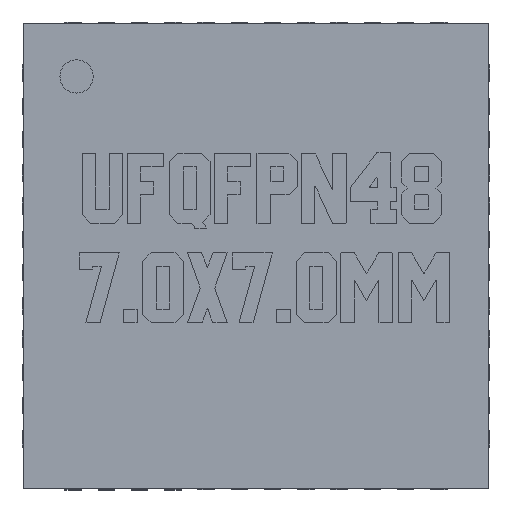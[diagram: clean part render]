
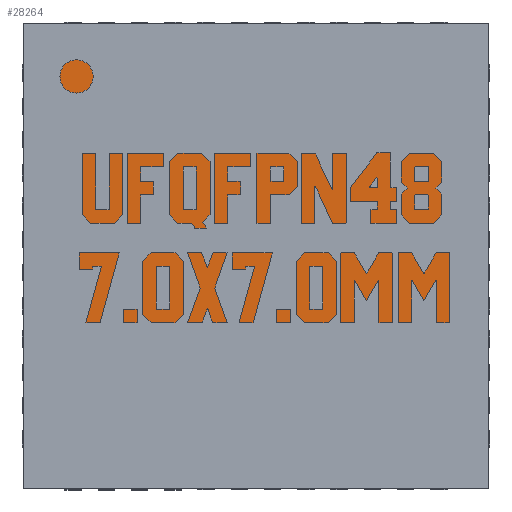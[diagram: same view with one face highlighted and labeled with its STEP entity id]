
A CAD part, top view. The second image highlights one B-rep face of the part: STEP entity #28264.
In plain terms, the highlighted planar face has unit normal (0, 0, 1).
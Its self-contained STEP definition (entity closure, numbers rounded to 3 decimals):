
#27950 = VERTEX_POINT('',#27951);
#27951 = CARTESIAN_POINT('',(-3.4,3.4,0.54));
#27958 = PLANE('',#27959);
#27959 = AXIS2_PLACEMENT_3D('',#27960,#27961,#27962);
#27960 = CARTESIAN_POINT('',(-3.4,3.4,0.5));
#27961 = DIRECTION('',(0.,1.,0.));
#27962 = DIRECTION('',(1.,0.,0.));
#27970 = PLANE('',#27971);
#27971 = AXIS2_PLACEMENT_3D('',#27972,#27973,#27974);
#27972 = CARTESIAN_POINT('',(-3.4,-3.4,0.5));
#27973 = DIRECTION('',(-1.,0.,0.));
#27974 = DIRECTION('',(0.,1.,0.));
#27982 = EDGE_CURVE('',#27950,#27983,#27985,.T.);
#27983 = VERTEX_POINT('',#27984);
#27984 = CARTESIAN_POINT('',(3.4,3.4,0.54));
#27985 = SURFACE_CURVE('',#27986,(#27990,#27997),.PCURVE_S1.);
#27986 = LINE('',#27987,#27988);
#27987 = CARTESIAN_POINT('',(-3.4,3.4,0.54));
#27988 = VECTOR('',#27989,1.);
#27989 = DIRECTION('',(1.,0.,0.));
#27990 = PCURVE('',#27958,#27991);
#27991 = DEFINITIONAL_REPRESENTATION('',(#27992),#27996);
#27992 = LINE('',#27993,#27994);
#27993 = CARTESIAN_POINT('',(0.,-0.04));
#27994 = VECTOR('',#27995,1.);
#27995 = DIRECTION('',(1.,0.));
#27996 = ( GEOMETRIC_REPRESENTATION_CONTEXT(2) 
PARAMETRIC_REPRESENTATION_CONTEXT() REPRESENTATION_CONTEXT('2D SPACE',''
  ) );
#27997 = PCURVE('',#27998,#28003);
#27998 = PLANE('',#27999);
#27999 = AXIS2_PLACEMENT_3D('',#28000,#28001,#28002);
#28000 = CARTESIAN_POINT('',(0.,0.,
    0.54));
#28001 = DIRECTION('',(-0.,-0.,-1.));
#28002 = DIRECTION('',(-1.,0.,0.));
#28003 = DEFINITIONAL_REPRESENTATION('',(#28004),#28008);
#28004 = LINE('',#28005,#28006);
#28005 = CARTESIAN_POINT('',(3.4,3.4));
#28006 = VECTOR('',#28007,1.);
#28007 = DIRECTION('',(-1.,0.));
#28008 = ( GEOMETRIC_REPRESENTATION_CONTEXT(2) 
PARAMETRIC_REPRESENTATION_CONTEXT() REPRESENTATION_CONTEXT('2D SPACE',''
  ) );
#28026 = PLANE('',#28027);
#28027 = AXIS2_PLACEMENT_3D('',#28028,#28029,#28030);
#28028 = CARTESIAN_POINT('',(3.4,3.4,0.5));
#28029 = DIRECTION('',(1.,0.,0.));
#28030 = DIRECTION('',(0.,-1.,0.));
#28068 = EDGE_CURVE('',#27983,#28069,#28071,.T.);
#28069 = VERTEX_POINT('',#28070);
#28070 = CARTESIAN_POINT('',(3.4,-3.4,0.54));
#28071 = SURFACE_CURVE('',#28072,(#28076,#28083),.PCURVE_S1.);
#28072 = LINE('',#28073,#28074);
#28073 = CARTESIAN_POINT('',(3.4,3.4,0.54));
#28074 = VECTOR('',#28075,1.);
#28075 = DIRECTION('',(0.,-1.,0.));
#28076 = PCURVE('',#28026,#28077);
#28077 = DEFINITIONAL_REPRESENTATION('',(#28078),#28082);
#28078 = LINE('',#28079,#28080);
#28079 = CARTESIAN_POINT('',(0.,-0.04));
#28080 = VECTOR('',#28081,1.);
#28081 = DIRECTION('',(1.,0.));
#28082 = ( GEOMETRIC_REPRESENTATION_CONTEXT(2) 
PARAMETRIC_REPRESENTATION_CONTEXT() REPRESENTATION_CONTEXT('2D SPACE',''
  ) );
#28083 = PCURVE('',#27998,#28084);
#28084 = DEFINITIONAL_REPRESENTATION('',(#28085),#28089);
#28085 = LINE('',#28086,#28087);
#28086 = CARTESIAN_POINT('',(-3.4,3.4));
#28087 = VECTOR('',#28088,1.);
#28088 = DIRECTION('',(0.,-1.));
#28089 = ( GEOMETRIC_REPRESENTATION_CONTEXT(2) 
PARAMETRIC_REPRESENTATION_CONTEXT() REPRESENTATION_CONTEXT('2D SPACE',''
  ) );
#28107 = PLANE('',#28108);
#28108 = AXIS2_PLACEMENT_3D('',#28109,#28110,#28111);
#28109 = CARTESIAN_POINT('',(3.4,-3.4,0.5));
#28110 = DIRECTION('',(0.,-1.,0.));
#28111 = DIRECTION('',(-1.,0.,0.));
#28144 = EDGE_CURVE('',#28069,#28145,#28147,.T.);
#28145 = VERTEX_POINT('',#28146);
#28146 = CARTESIAN_POINT('',(-3.4,-3.4,0.54));
#28147 = SURFACE_CURVE('',#28148,(#28152,#28159),.PCURVE_S1.);
#28148 = LINE('',#28149,#28150);
#28149 = CARTESIAN_POINT('',(3.4,-3.4,0.54));
#28150 = VECTOR('',#28151,1.);
#28151 = DIRECTION('',(-1.,0.,0.));
#28152 = PCURVE('',#28107,#28153);
#28153 = DEFINITIONAL_REPRESENTATION('',(#28154),#28158);
#28154 = LINE('',#28155,#28156);
#28155 = CARTESIAN_POINT('',(0.,-0.04));
#28156 = VECTOR('',#28157,1.);
#28157 = DIRECTION('',(1.,0.));
#28158 = ( GEOMETRIC_REPRESENTATION_CONTEXT(2) 
PARAMETRIC_REPRESENTATION_CONTEXT() REPRESENTATION_CONTEXT('2D SPACE',''
  ) );
#28159 = PCURVE('',#27998,#28160);
#28160 = DEFINITIONAL_REPRESENTATION('',(#28161),#28165);
#28161 = LINE('',#28162,#28163);
#28162 = CARTESIAN_POINT('',(-3.4,-3.4));
#28163 = VECTOR('',#28164,1.);
#28164 = DIRECTION('',(1.,0.));
#28165 = ( GEOMETRIC_REPRESENTATION_CONTEXT(2) 
PARAMETRIC_REPRESENTATION_CONTEXT() REPRESENTATION_CONTEXT('2D SPACE',''
  ) );
#28215 = EDGE_CURVE('',#28145,#27950,#28216,.T.);
#28216 = SURFACE_CURVE('',#28217,(#28221,#28228),.PCURVE_S1.);
#28217 = LINE('',#28218,#28219);
#28218 = CARTESIAN_POINT('',(-3.4,-3.4,0.54));
#28219 = VECTOR('',#28220,1.);
#28220 = DIRECTION('',(0.,1.,0.));
#28221 = PCURVE('',#27970,#28222);
#28222 = DEFINITIONAL_REPRESENTATION('',(#28223),#28227);
#28223 = LINE('',#28224,#28225);
#28224 = CARTESIAN_POINT('',(0.,-0.04));
#28225 = VECTOR('',#28226,1.);
#28226 = DIRECTION('',(1.,0.));
#28227 = ( GEOMETRIC_REPRESENTATION_CONTEXT(2) 
PARAMETRIC_REPRESENTATION_CONTEXT() REPRESENTATION_CONTEXT('2D SPACE',''
  ) );
#28228 = PCURVE('',#27998,#28229);
#28229 = DEFINITIONAL_REPRESENTATION('',(#28230),#28234);
#28230 = LINE('',#28231,#28232);
#28231 = CARTESIAN_POINT('',(3.4,-3.4));
#28232 = VECTOR('',#28233,1.);
#28233 = DIRECTION('',(0.,1.));
#28234 = ( GEOMETRIC_REPRESENTATION_CONTEXT(2) 
PARAMETRIC_REPRESENTATION_CONTEXT() REPRESENTATION_CONTEXT('2D SPACE',''
  ) );
#28264 = ADVANCED_FACE('',(#28265),#27998,.F.);
#28265 = FACE_BOUND('',#28266,.F.);
#28266 = EDGE_LOOP('',(#28267,#28268,#28269,#28270));
#28267 = ORIENTED_EDGE('',*,*,#27982,.T.);
#28268 = ORIENTED_EDGE('',*,*,#28068,.T.);
#28269 = ORIENTED_EDGE('',*,*,#28144,.T.);
#28270 = ORIENTED_EDGE('',*,*,#28215,.T.);
